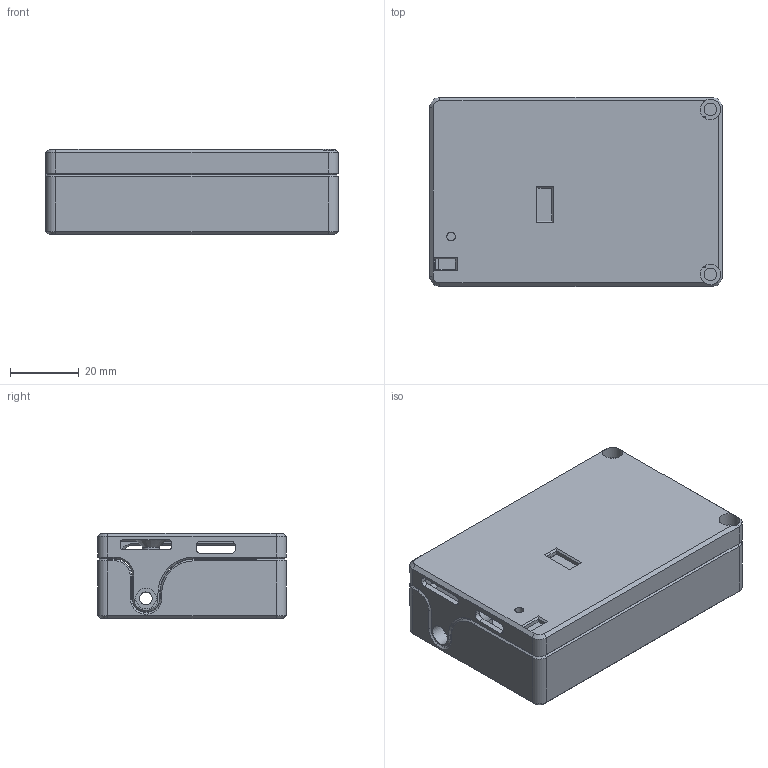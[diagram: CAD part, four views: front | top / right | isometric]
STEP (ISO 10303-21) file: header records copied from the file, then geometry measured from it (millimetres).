
FILE_DESCRIPTION(/* description */ (''),/* implementation_level */ '2;1');
FILE_NAME(/* name */ 'PiCCANTE Case v27.step',/* time_stamp */ '2025-05-03T18:16:45+02:00',/* author */ (''),/* organization */ (''),/* preprocessor_version */ 'ST-DEVELOPER v20.1',/* originating_system */ 'Autodesk Translation Framework v14.4.0.0',/* authorisation */ '');
FILE_SCHEMA (('AUTOMOTIVE_DESIGN { 1 0 10303 214 3 1 1 }'));
Length unit declared in the file: millimetre
Products named in the file (1): PiCCANTE Case
Bounding box: 85.2 x 55 x 25 mm (x, y, z)
Volume: 30019.9 mm3; surface area: 30491.7 mm2
Topology: 2 solids, 2 shells, 356 faces, 945 edges, 595 vertices
Faces by surface type: plane 174, bspline 84, cylinder 52, cone 46
Full cylindrical faces by diameter (mm): 2.5 x1, 3.7 x3, 4.7 x3, 5 x1, 6 x3
Entity records: 11312 total; most frequent: CARTESIAN_POINT 3149, ORIENTED_EDGE 1890, DIRECTION 1486, EDGE_CURVE 945, LINE 596, VECTOR 596, VERTEX_POINT 595, AXIS2_PLACEMENT_3D 445
